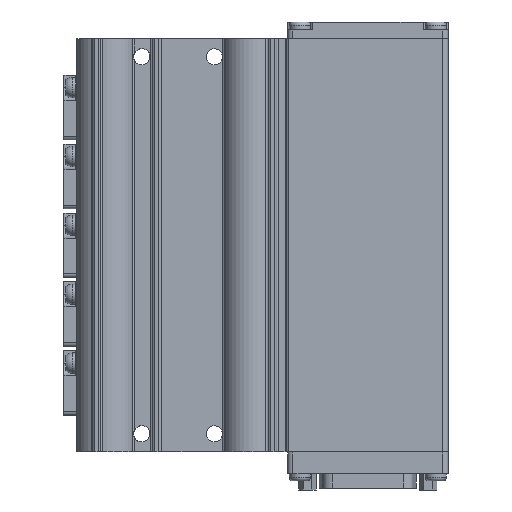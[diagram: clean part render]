
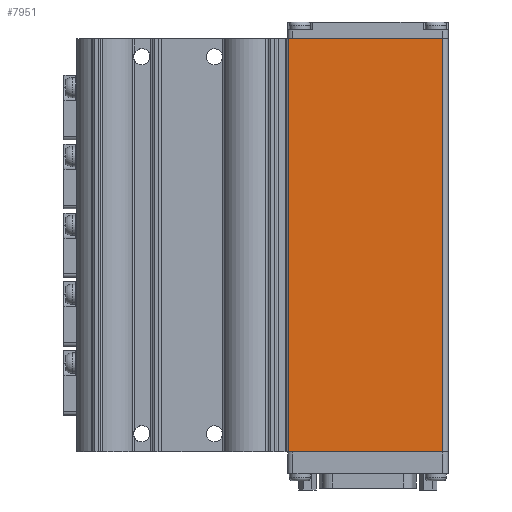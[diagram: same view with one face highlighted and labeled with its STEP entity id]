
A CAD part, front view. The second image highlights one B-rep face of the part: STEP entity #7951.
In plain terms, the highlighted planar face has unit normal (0, -1, 0).
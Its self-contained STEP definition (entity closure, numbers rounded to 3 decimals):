
#79=PLANE('',#8654);
#458=LINE('',#12343,#1140);
#470=LINE('',#12398,#1152);
#507=LINE('',#12575,#1189);
#508=LINE('',#12577,#1190);
#1140=VECTOR('',#9663,1000.);
#1152=VECTOR('',#9709,1000.);
#1189=VECTOR('',#9878,1000.);
#1190=VECTOR('',#9881,1000.);
#2457=ORIENTED_EDGE('',*,*,#4506,.F.);
#2458=ORIENTED_EDGE('',*,*,#4627,.F.);
#2459=ORIENTED_EDGE('',*,*,#4534,.T.);
#2460=ORIENTED_EDGE('',*,*,#4626,.T.);
#4506=EDGE_CURVE('',#5607,#5608,#458,.T.);
#4534=EDGE_CURVE('',#5634,#5633,#470,.T.);
#4626=EDGE_CURVE('',#5633,#5608,#507,.T.);
#4627=EDGE_CURVE('',#5634,#5607,#508,.T.);
#5607=VERTEX_POINT('',#12342);
#5608=VERTEX_POINT('',#12344);
#5633=VERTEX_POINT('',#12397);
#5634=VERTEX_POINT('',#12399);
#6354=EDGE_LOOP('',(#2457,#2458,#2459,#2460));
#7090=FACE_BOUND('',#6354,.T.);
#7951=ADVANCED_FACE('',(#7090),#79,.T.);
#8654=AXIS2_PLACEMENT_3D('',#12576,#9879,#9880);
#9663=DIRECTION('',(1.,0.,0.));
#9709=DIRECTION('',(1.,0.,0.));
#9878=DIRECTION('',(0.,0.,1.));
#9879=DIRECTION('',(0.,-1.,0.));
#9880=DIRECTION('',(0.,0.,-1.));
#9881=DIRECTION('',(0.,0.,1.));
#12342=CARTESIAN_POINT('',(10.5,-9.5,0.));
#12343=CARTESIAN_POINT('',(10.5,-9.5,0.));
#12344=CARTESIAN_POINT('',(53.,-9.5,0.));
#12397=CARTESIAN_POINT('',(53.,-9.5,-114.));
#12398=CARTESIAN_POINT('',(10.5,-9.5,-114.));
#12399=CARTESIAN_POINT('',(10.5,-9.5,-114.));
#12575=CARTESIAN_POINT('',(53.,-9.5,-114.));
#12576=CARTESIAN_POINT('',(10.5,-9.5,-114.));
#12577=CARTESIAN_POINT('',(10.5,-9.5,-114.));
